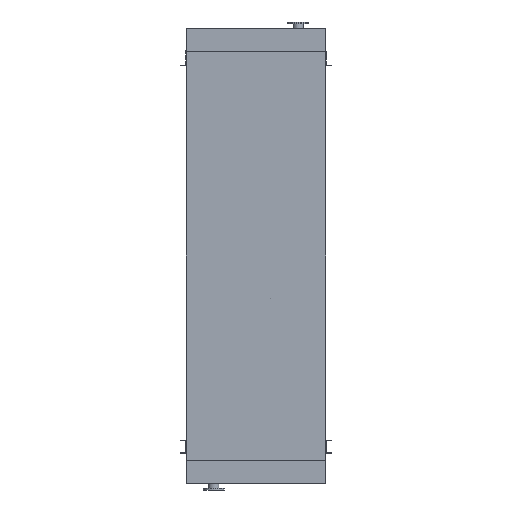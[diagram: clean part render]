
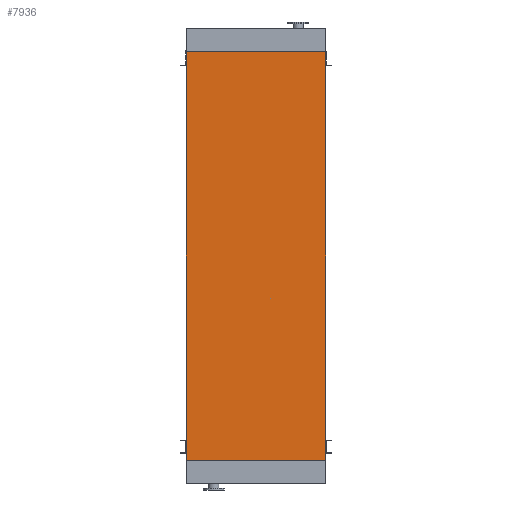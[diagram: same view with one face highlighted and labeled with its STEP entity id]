
A CAD part, front view. The second image highlights one B-rep face of the part: STEP entity #7936.
In plain terms, the highlighted planar face has unit normal (0, -1, 0).
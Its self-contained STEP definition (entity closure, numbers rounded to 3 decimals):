
#319 = VERTEX_POINT ( 'NONE', #1565 ) ;
#893 = DIRECTION ( 'NONE',  ( 1., 0., 0. ) ) ;
#992 = CARTESIAN_POINT ( 'NONE',  ( -725., 0., 0. ) ) ;
#1036 = EDGE_CURVE ( 'NONE', #319, #6786, #11381, .T. ) ;
#1525 = CARTESIAN_POINT ( 'NONE',  ( 725., 0., -4250. ) ) ;
#1565 = CARTESIAN_POINT ( 'NONE',  ( 725., 0., -4250. ) ) ;
#3585 = LINE ( 'NONE', #992, #15444 ) ;
#3687 = EDGE_LOOP ( 'NONE', ( #11808, #6727, #3807, #13604 ) ) ;
#3719 = CARTESIAN_POINT ( 'NONE',  ( -725., 0., -4250. ) ) ;
#3807 = ORIENTED_EDGE ( 'NONE', *, *, #9731, .T. ) ;
#4043 = CARTESIAN_POINT ( 'NONE',  ( 725., 0., 0. ) ) ;
#4616 = DIRECTION ( 'NONE',  ( 0., -1., 0. ) ) ;
#4900 = CARTESIAN_POINT ( 'NONE',  ( -725., 0., -4250. ) ) ;
#5821 = LINE ( 'NONE', #13746, #8837 ) ;
#6727 = ORIENTED_EDGE ( 'NONE', *, *, #7553, .F. ) ;
#6786 = VERTEX_POINT ( 'NONE', #4043 ) ;
#7120 = PLANE ( 'NONE',  #11899 ) ;
#7129 = VECTOR ( 'NONE', #11397, 1000. ) ;
#7553 = EDGE_CURVE ( 'NONE', #9928, #13624, #8639, .T. ) ;
#7936 = ADVANCED_FACE ( 'NONE', ( #16027 ), #7120, .T. ) ;
#8366 = EDGE_CURVE ( 'NONE', #13624, #6786, #3585, .T. ) ;
#8639 = LINE ( 'NONE', #3719, #7129 ) ;
#8837 = VECTOR ( 'NONE', #893, 1000. ) ;
#9387 = VECTOR ( 'NONE', #11714, 1000. ) ;
#9606 = DIRECTION ( 'NONE',  ( 1., 0., 0. ) ) ;
#9702 = DIRECTION ( 'NONE',  ( 0., 0., -1. ) ) ;
#9731 = EDGE_CURVE ( 'NONE', #9928, #319, #5821, .T. ) ;
#9928 = VERTEX_POINT ( 'NONE', #4900 ) ;
#11381 = LINE ( 'NONE', #1525, #9387 ) ;
#11397 = DIRECTION ( 'NONE',  ( 0., 0., 1. ) ) ;
#11714 = DIRECTION ( 'NONE',  ( 0., 0., 1. ) ) ;
#11808 = ORIENTED_EDGE ( 'NONE', *, *, #8366, .F. ) ;
#11899 = AXIS2_PLACEMENT_3D ( 'NONE', #12210, #4616, #9702 ) ;
#12210 = CARTESIAN_POINT ( 'NONE',  ( -725., 0., -4250. ) ) ;
#13604 = ORIENTED_EDGE ( 'NONE', *, *, #1036, .T. ) ;
#13624 = VERTEX_POINT ( 'NONE', #14306 ) ;
#13746 = CARTESIAN_POINT ( 'NONE',  ( -725., 0., -4250. ) ) ;
#14306 = CARTESIAN_POINT ( 'NONE',  ( -725., 0., 0. ) ) ;
#15444 = VECTOR ( 'NONE', #9606, 1000. ) ;
#16027 = FACE_OUTER_BOUND ( 'NONE', #3687, .T. ) ;
